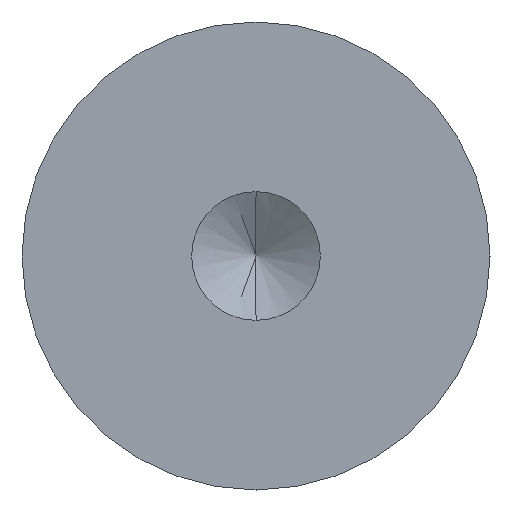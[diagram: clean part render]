
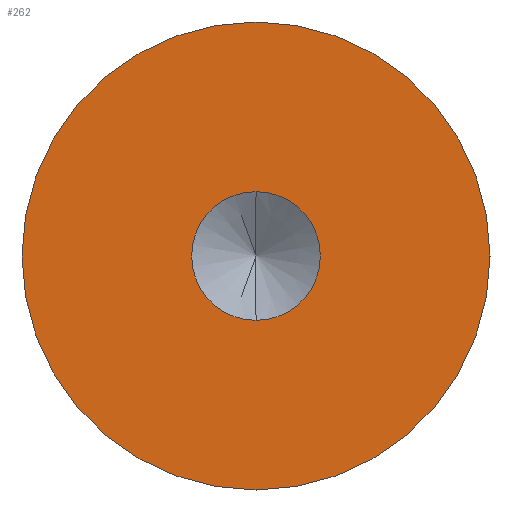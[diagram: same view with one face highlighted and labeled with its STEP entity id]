
A CAD part, front view. The second image highlights one B-rep face of the part: STEP entity #262.
In plain terms, the highlighted planar face has unit normal (0, -1, 0).
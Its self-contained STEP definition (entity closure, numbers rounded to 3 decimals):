
#10 = DIRECTION ( 'NONE',  ( 0., 0., -1. ) ) ;
#13 = DIRECTION ( 'NONE',  ( 0., -1., 0. ) ) ;
#18 = CARTESIAN_POINT ( 'NONE',  ( 0., 0., -6. ) ) ;
#22 = CARTESIAN_POINT ( 'NONE',  ( 0., 0., 0. ) ) ;
#27 = EDGE_CURVE ( 'NONE', #297, #107, #347, .T. ) ;
#32 = VERTEX_POINT ( 'NONE', #223 ) ;
#42 = ORIENTED_EDGE ( 'NONE', *, *, #230, .T. ) ;
#55 = DIRECTION ( 'NONE',  ( 0., 0., -1. ) ) ;
#56 = CARTESIAN_POINT ( 'NONE',  ( 0., 0., -1.65 ) ) ;
#61 = AXIS2_PLACEMENT_3D ( 'NONE', #315, #238, #55 ) ;
#68 = VERTEX_POINT ( 'NONE', #18 ) ;
#69 = AXIS2_PLACEMENT_3D ( 'NONE', #132, #160, #305 ) ;
#84 = PLANE ( 'NONE',  #61 ) ;
#89 = EDGE_CURVE ( 'NONE', #107, #297, #334, .T. ) ;
#105 = EDGE_LOOP ( 'NONE', ( #236, #216 ) ) ;
#107 = VERTEX_POINT ( 'NONE', #195 ) ;
#108 = AXIS2_PLACEMENT_3D ( 'NONE', #366, #13, #10 ) ;
#132 = CARTESIAN_POINT ( 'NONE',  ( 0., 0., 0. ) ) ;
#158 = FACE_OUTER_BOUND ( 'NONE', #364, .T. ) ;
#160 = DIRECTION ( 'NONE',  ( 0., -1., 0. ) ) ;
#173 = CIRCLE ( 'NONE', #298, 6. ) ;
#195 = CARTESIAN_POINT ( 'NONE',  ( 0., 0., 1.65 ) ) ;
#204 = DIRECTION ( 'NONE',  ( 0., 0., -1. ) ) ;
#216 = ORIENTED_EDGE ( 'NONE', *, *, #89, .F. ) ;
#223 = CARTESIAN_POINT ( 'NONE',  ( 0., 0., 6. ) ) ;
#230 = EDGE_CURVE ( 'NONE', #68, #32, #173, .T. ) ;
#232 = DIRECTION ( 'NONE',  ( 0., -1., 0. ) ) ;
#236 = ORIENTED_EDGE ( 'NONE', *, *, #27, .F. ) ;
#238 = DIRECTION ( 'NONE',  ( 0., -1., 0. ) ) ;
#255 = AXIS2_PLACEMENT_3D ( 'NONE', #294, #350, #325 ) ;
#262 = ADVANCED_FACE ( 'NONE', ( #320, #158 ), #84, .T. ) ;
#288 = CIRCLE ( 'NONE', #255, 6. ) ;
#294 = CARTESIAN_POINT ( 'NONE',  ( 0., 0., 0. ) ) ;
#297 = VERTEX_POINT ( 'NONE', #56 ) ;
#298 = AXIS2_PLACEMENT_3D ( 'NONE', #22, #232, #204 ) ;
#305 = DIRECTION ( 'NONE',  ( 0., 0., -1. ) ) ;
#315 = CARTESIAN_POINT ( 'NONE',  ( 0., 0., 0. ) ) ;
#320 = FACE_BOUND ( 'NONE', #105, .T. ) ;
#325 = DIRECTION ( 'NONE',  ( 0., 0., -1. ) ) ;
#332 = ORIENTED_EDGE ( 'NONE', *, *, #365, .T. ) ;
#334 = CIRCLE ( 'NONE', #108, 1.65 ) ;
#347 = CIRCLE ( 'NONE', #69, 1.65 ) ;
#350 = DIRECTION ( 'NONE',  ( 0., -1., 0. ) ) ;
#364 = EDGE_LOOP ( 'NONE', ( #42, #332 ) ) ;
#365 = EDGE_CURVE ( 'NONE', #32, #68, #288, .T. ) ;
#366 = CARTESIAN_POINT ( 'NONE',  ( 0., 0., 0. ) ) ;
